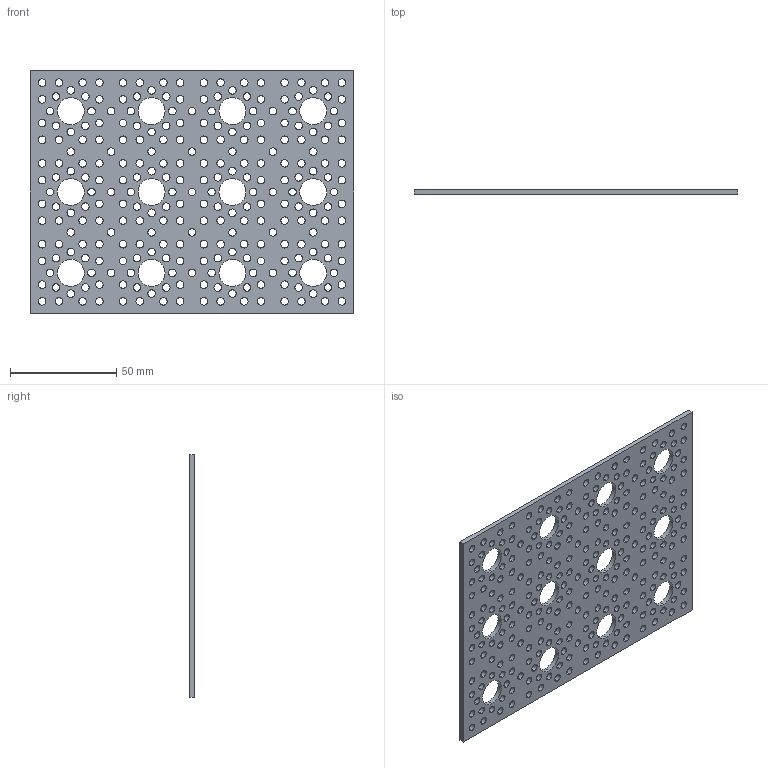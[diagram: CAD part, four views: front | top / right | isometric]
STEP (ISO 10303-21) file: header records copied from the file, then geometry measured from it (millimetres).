
FILE_DESCRIPTION (( 'STEP AP203' ), '1' );
FILE_NAME ('585002.STEP', '2014-07-14T19:30:20', ( 'Kyle' ), ( 'Microsoft' ), 'SwSTEP 2.0', 'SolidWorks 2014', '' );
FILE_SCHEMA (( 'CONFIG_CONTROL_DESIGN' ));
Length unit declared in the file: inch
Products named in the file (1): 585002
Bounding box: 152.4 x 2.29 x 114.3 mm (x, y, z)
Volume: 30360.7 mm3; surface area: 35594.8 mm2
Topology: 1 solids, 1 shells, 556 faces, 1662 edges, 1108 vertices
Faces by surface type: cylinder 550, plane 6
Entity records: 20585 total; most frequent: DIRECTION 3876, CARTESIAN_POINT 3327, ORIENTED_EDGE 3324, EDGE_CURVE 1662, AXIS2_PLACEMENT_3D 1657, VERTEX_POINT 1108, EDGE_LOOP 1106, CIRCLE 1100
